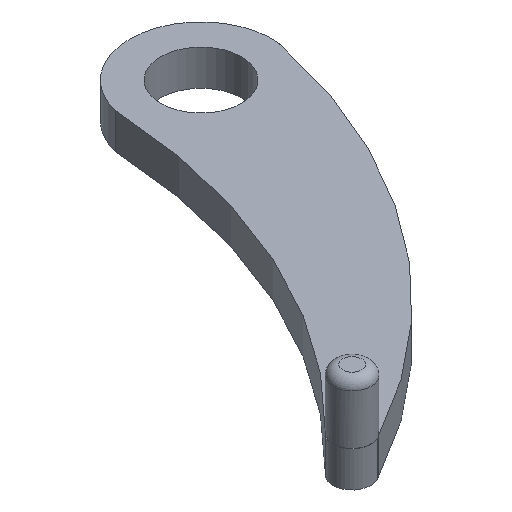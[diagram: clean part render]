
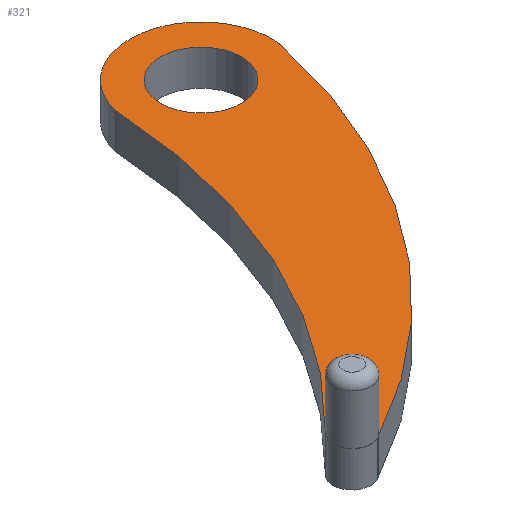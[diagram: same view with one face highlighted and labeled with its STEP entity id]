
A CAD part, isometric view. The second image highlights one B-rep face of the part: STEP entity #321.
In plain terms, the highlighted planar face has unit normal (0, 0, 1).
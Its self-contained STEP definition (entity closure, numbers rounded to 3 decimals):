
#35 = VERTEX_POINT('',#36);
#36 = CARTESIAN_POINT('',(14.678,-5.296,1.5));
#43 = CYLINDRICAL_SURFACE('',#44,3.);
#44 = AXIS2_PLACEMENT_3D('',#45,#46,#47);
#45 = CARTESIAN_POINT('',(11.697,-4.957,0.));
#46 = DIRECTION('',(0.,0.,-1.));
#47 = DIRECTION('',(1.,0.,0.));
#55 = CYLINDRICAL_SURFACE('',#56,24.377);
#56 = AXIS2_PLACEMENT_3D('',#57,#58,#59);
#57 = CARTESIAN_POINT('',(-9.171,-0.246,0.));
#58 = DIRECTION('',(0.,0.,-1.));
#59 = DIRECTION('',(1.,0.,0.));
#67 = EDGE_CURVE('',#35,#68,#70,.T.);
#68 = VERTEX_POINT('',#69);
#69 = CARTESIAN_POINT('',(8.778,-4.262,1.5));
#70 = SURFACE_CURVE('',#71,(#76,#83),.PCURVE_S1.);
#71 = CIRCLE('',#72,3.);
#72 = AXIS2_PLACEMENT_3D('',#73,#74,#75);
#73 = CARTESIAN_POINT('',(11.697,-4.957,1.5));
#74 = DIRECTION('',(0.,0.,1.));
#75 = DIRECTION('',(1.,0.,0.));
#76 = PCURVE('',#43,#77);
#77 = DEFINITIONAL_REPRESENTATION('',(#78),#82);
#78 = LINE('',#79,#80);
#79 = CARTESIAN_POINT('',(0.,-1.5));
#80 = VECTOR('',#81,1.);
#81 = DIRECTION('',(-1.,0.));
#82 = ( GEOMETRIC_REPRESENTATION_CONTEXT(2) 
PARAMETRIC_REPRESENTATION_CONTEXT() REPRESENTATION_CONTEXT('2D SPACE',''
  ) );
#83 = PCURVE('',#84,#89);
#84 = PLANE('',#85);
#85 = AXIS2_PLACEMENT_3D('',#86,#87,#88);
#86 = CARTESIAN_POINT('',(14.678,-5.296,1.5));
#87 = DIRECTION('',(0.,0.,-1.));
#88 = DIRECTION('',(-1.,0.,0.));
#89 = DEFINITIONAL_REPRESENTATION('',(#90),#98);
#90 = ( BOUNDED_CURVE() B_SPLINE_CURVE(2,(#91,#92,#93,#94,#95,#96,#97),
.UNSPECIFIED.,.F.,.F.) B_SPLINE_CURVE_WITH_KNOTS((1,2,2,2,2,1),(
    -2.094,0.,2.094,4.189,6.283,
8.378),.UNSPECIFIED.) CURVE() GEOMETRIC_REPRESENTATION_ITEM() 
RATIONAL_B_SPLINE_CURVE((1.,0.5,1.,0.5,1.,0.5,1.)) REPRESENTATION_ITEM(
  '') );
#91 = CARTESIAN_POINT('',(-0.019,0.338));
#92 = CARTESIAN_POINT('',(-0.019,5.534));
#93 = CARTESIAN_POINT('',(4.481,2.936));
#94 = CARTESIAN_POINT('',(8.981,0.338));
#95 = CARTESIAN_POINT('',(4.481,-2.26));
#96 = CARTESIAN_POINT('',(-0.019,-4.858));
#97 = CARTESIAN_POINT('',(-0.019,0.338));
#98 = ( GEOMETRIC_REPRESENTATION_CONTEXT(2) 
PARAMETRIC_REPRESENTATION_CONTEXT() REPRESENTATION_CONTEXT('2D SPACE',''
  ) );
#116 = CYLINDRICAL_SURFACE('',#117,24.09);
#117 = AXIS2_PLACEMENT_3D('',#118,#119,#120);
#118 = CARTESIAN_POINT('',(-15.284,-3.105,0.));
#119 = DIRECTION('',(0.,0.,-1.));
#120 = DIRECTION('',(1.,0.,0.));
#191 = VERTEX_POINT('',#192);
#192 = CARTESIAN_POINT('',(2.415,-21.694,1.5));
#205 = CYLINDRICAL_SURFACE('',#206,0.8);
#206 = AXIS2_PLACEMENT_3D('',#207,#208,#209);
#207 = CARTESIAN_POINT('',(2.007,-21.005,0.));
#208 = DIRECTION('',(0.,0.,-1.));
#209 = DIRECTION('',(1.,0.,0.));
#216 = EDGE_CURVE('',#191,#35,#217,.T.);
#217 = SURFACE_CURVE('',#218,(#223,#230),.PCURVE_S1.);
#218 = CIRCLE('',#219,24.377);
#219 = AXIS2_PLACEMENT_3D('',#220,#221,#222);
#220 = CARTESIAN_POINT('',(-9.171,-0.246,1.5));
#221 = DIRECTION('',(0.,0.,1.));
#222 = DIRECTION('',(1.,0.,0.));
#223 = PCURVE('',#55,#224);
#224 = DEFINITIONAL_REPRESENTATION('',(#225),#229);
#225 = LINE('',#226,#227);
#226 = CARTESIAN_POINT('',(0.,-1.5));
#227 = VECTOR('',#228,1.);
#228 = DIRECTION('',(-1.,0.));
#229 = ( GEOMETRIC_REPRESENTATION_CONTEXT(2) 
PARAMETRIC_REPRESENTATION_CONTEXT() REPRESENTATION_CONTEXT('2D SPACE',''
  ) );
#230 = PCURVE('',#84,#231);
#231 = DEFINITIONAL_REPRESENTATION('',(#232),#240);
#232 = ( BOUNDED_CURVE() B_SPLINE_CURVE(2,(#233,#234,#235,#236,#237,#238
,#239),.UNSPECIFIED.,.F.,.F.) B_SPLINE_CURVE_WITH_KNOTS((1,2,2,2,2,1),(
    -2.094,0.,2.094,4.189,6.283,
8.378),.UNSPECIFIED.) CURVE() GEOMETRIC_REPRESENTATION_ITEM() 
RATIONAL_B_SPLINE_CURVE((1.,0.5,1.,0.5,1.,0.5,1.)) REPRESENTATION_ITEM(
  '') );
#233 = CARTESIAN_POINT('',(-0.529,5.05));
#234 = CARTESIAN_POINT('',(-0.529,47.272));
#235 = CARTESIAN_POINT('',(36.037,26.161));
#236 = CARTESIAN_POINT('',(72.602,5.05));
#237 = CARTESIAN_POINT('',(36.037,-16.061));
#238 = CARTESIAN_POINT('',(-0.529,-37.172));
#239 = CARTESIAN_POINT('',(-0.529,5.05));
#240 = ( GEOMETRIC_REPRESENTATION_CONTEXT(2) 
PARAMETRIC_REPRESENTATION_CONTEXT() REPRESENTATION_CONTEXT('2D SPACE',''
  ) );
#275 = VERTEX_POINT('',#276);
#276 = CARTESIAN_POINT('',(1.493,-20.393,1.5));
#295 = EDGE_CURVE('',#275,#68,#296,.T.);
#296 = SURFACE_CURVE('',#297,(#302,#309),.PCURVE_S1.);
#297 = CIRCLE('',#298,24.09);
#298 = AXIS2_PLACEMENT_3D('',#299,#300,#301);
#299 = CARTESIAN_POINT('',(-15.284,-3.105,1.5));
#300 = DIRECTION('',(0.,0.,1.));
#301 = DIRECTION('',(1.,0.,0.));
#302 = PCURVE('',#116,#303);
#303 = DEFINITIONAL_REPRESENTATION('',(#304),#308);
#304 = LINE('',#305,#306);
#305 = CARTESIAN_POINT('',(0.,-1.5));
#306 = VECTOR('',#307,1.);
#307 = DIRECTION('',(-1.,0.));
#308 = ( GEOMETRIC_REPRESENTATION_CONTEXT(2) 
PARAMETRIC_REPRESENTATION_CONTEXT() REPRESENTATION_CONTEXT('2D SPACE',''
  ) );
#309 = PCURVE('',#84,#310);
#310 = DEFINITIONAL_REPRESENTATION('',(#311),#319);
#311 = ( BOUNDED_CURVE() B_SPLINE_CURVE(2,(#312,#313,#314,#315,#316,#317
,#318),.UNSPECIFIED.,.F.,.F.) B_SPLINE_CURVE_WITH_KNOTS((1,2,2,2,2,1),(
    -2.094,0.,2.094,4.189,6.283,
8.378),.UNSPECIFIED.) CURVE() GEOMETRIC_REPRESENTATION_ITEM() 
RATIONAL_B_SPLINE_CURVE((1.,0.5,1.,0.5,1.,0.5,1.)) REPRESENTATION_ITEM(
  '') );
#312 = CARTESIAN_POINT('',(5.871,2.191));
#313 = CARTESIAN_POINT('',(5.871,43.917));
#314 = CARTESIAN_POINT('',(42.007,23.054));
#315 = CARTESIAN_POINT('',(78.143,2.191));
#316 = CARTESIAN_POINT('',(42.007,-18.672));
#317 = CARTESIAN_POINT('',(5.871,-39.535));
#318 = CARTESIAN_POINT('',(5.871,2.191));
#319 = ( GEOMETRIC_REPRESENTATION_CONTEXT(2) 
PARAMETRIC_REPRESENTATION_CONTEXT() REPRESENTATION_CONTEXT('2D SPACE',''
  ) );
#321 = ADVANCED_FACE('',(#322,#373),#84,.F.);
#322 = FACE_BOUND('',#323,.F.);
#323 = EDGE_LOOP('',(#324,#325,#326,#350,#372));
#324 = ORIENTED_EDGE('',*,*,#67,.F.);
#325 = ORIENTED_EDGE('',*,*,#216,.F.);
#326 = ORIENTED_EDGE('',*,*,#327,.F.);
#327 = EDGE_CURVE('',#328,#191,#330,.T.);
#328 = VERTEX_POINT('',#329);
#329 = CARTESIAN_POINT('',(2.807,-21.005,1.5));
#330 = SURFACE_CURVE('',#331,(#336,#343),.PCURVE_S1.);
#331 = CIRCLE('',#332,0.8);
#332 = AXIS2_PLACEMENT_3D('',#333,#334,#335);
#333 = CARTESIAN_POINT('',(2.007,-21.005,1.5));
#334 = DIRECTION('',(0.,0.,-1.));
#335 = DIRECTION('',(1.,0.,0.));
#336 = PCURVE('',#84,#337);
#337 = DEFINITIONAL_REPRESENTATION('',(#338),#342);
#338 = CIRCLE('',#339,0.8);
#339 = AXIS2_PLACEMENT_2D('',#340,#341);
#340 = CARTESIAN_POINT('',(12.67,-15.71));
#341 = DIRECTION('',(-1.,0.));
#342 = ( GEOMETRIC_REPRESENTATION_CONTEXT(2) 
PARAMETRIC_REPRESENTATION_CONTEXT() REPRESENTATION_CONTEXT('2D SPACE',''
  ) );
#343 = PCURVE('',#205,#344);
#344 = DEFINITIONAL_REPRESENTATION('',(#345),#349);
#345 = LINE('',#346,#347);
#346 = CARTESIAN_POINT('',(-6.283,-1.5));
#347 = VECTOR('',#348,1.);
#348 = DIRECTION('',(1.,0.));
#349 = ( GEOMETRIC_REPRESENTATION_CONTEXT(2) 
PARAMETRIC_REPRESENTATION_CONTEXT() REPRESENTATION_CONTEXT('2D SPACE',''
  ) );
#350 = ORIENTED_EDGE('',*,*,#351,.F.);
#351 = EDGE_CURVE('',#275,#328,#352,.T.);
#352 = SURFACE_CURVE('',#353,(#358,#365),.PCURVE_S1.);
#353 = CIRCLE('',#354,0.8);
#354 = AXIS2_PLACEMENT_3D('',#355,#356,#357);
#355 = CARTESIAN_POINT('',(2.007,-21.005,1.5));
#356 = DIRECTION('',(0.,0.,-1.));
#357 = DIRECTION('',(1.,0.,0.));
#358 = PCURVE('',#84,#359);
#359 = DEFINITIONAL_REPRESENTATION('',(#360),#364);
#360 = CIRCLE('',#361,0.8);
#361 = AXIS2_PLACEMENT_2D('',#362,#363);
#362 = CARTESIAN_POINT('',(12.67,-15.71));
#363 = DIRECTION('',(-1.,0.));
#364 = ( GEOMETRIC_REPRESENTATION_CONTEXT(2) 
PARAMETRIC_REPRESENTATION_CONTEXT() REPRESENTATION_CONTEXT('2D SPACE',''
  ) );
#365 = PCURVE('',#205,#366);
#366 = DEFINITIONAL_REPRESENTATION('',(#367),#371);
#367 = LINE('',#368,#369);
#368 = CARTESIAN_POINT('',(-6.283,-1.5));
#369 = VECTOR('',#370,1.);
#370 = DIRECTION('',(1.,0.));
#371 = ( GEOMETRIC_REPRESENTATION_CONTEXT(2) 
PARAMETRIC_REPRESENTATION_CONTEXT() REPRESENTATION_CONTEXT('2D SPACE',''
  ) );
#372 = ORIENTED_EDGE('',*,*,#295,.T.);
#373 = FACE_BOUND('',#374,.F.);
#374 = EDGE_LOOP('',(#375));
#375 = ORIENTED_EDGE('',*,*,#376,.T.);
#376 = EDGE_CURVE('',#377,#377,#379,.T.);
#377 = VERTEX_POINT('',#378);
#378 = CARTESIAN_POINT('',(13.397,-4.957,1.5));
#379 = SURFACE_CURVE('',#380,(#385,#396),.PCURVE_S1.);
#380 = CIRCLE('',#381,1.7);
#381 = AXIS2_PLACEMENT_3D('',#382,#383,#384);
#382 = CARTESIAN_POINT('',(11.697,-4.957,1.5));
#383 = DIRECTION('',(0.,0.,1.));
#384 = DIRECTION('',(1.,0.,0.));
#385 = PCURVE('',#84,#386);
#386 = DEFINITIONAL_REPRESENTATION('',(#387),#395);
#387 = ( BOUNDED_CURVE() B_SPLINE_CURVE(2,(#388,#389,#390,#391,#392,#393
,#394),.UNSPECIFIED.,.F.,.F.) B_SPLINE_CURVE_WITH_KNOTS((1,2,2,2,2,1),(
    -2.094,0.,2.094,4.189,6.283,
8.378),.UNSPECIFIED.) CURVE() GEOMETRIC_REPRESENTATION_ITEM() 
RATIONAL_B_SPLINE_CURVE((1.,0.5,1.,0.5,1.,0.5,1.)) REPRESENTATION_ITEM(
  '') );
#388 = CARTESIAN_POINT('',(1.281,0.338));
#389 = CARTESIAN_POINT('',(1.281,3.283));
#390 = CARTESIAN_POINT('',(3.831,1.811));
#391 = CARTESIAN_POINT('',(6.381,0.338));
#392 = CARTESIAN_POINT('',(3.831,-1.134));
#393 = CARTESIAN_POINT('',(1.281,-2.606));
#394 = CARTESIAN_POINT('',(1.281,0.338));
#395 = ( GEOMETRIC_REPRESENTATION_CONTEXT(2) 
PARAMETRIC_REPRESENTATION_CONTEXT() REPRESENTATION_CONTEXT('2D SPACE',''
  ) );
#396 = PCURVE('',#397,#402);
#397 = CYLINDRICAL_SURFACE('',#398,1.7);
#398 = AXIS2_PLACEMENT_3D('',#399,#400,#401);
#399 = CARTESIAN_POINT('',(11.697,-4.957,0.));
#400 = DIRECTION('',(0.,0.,-1.));
#401 = DIRECTION('',(1.,0.,0.));
#402 = DEFINITIONAL_REPRESENTATION('',(#403),#407);
#403 = LINE('',#404,#405);
#404 = CARTESIAN_POINT('',(0.,-1.5));
#405 = VECTOR('',#406,1.);
#406 = DIRECTION('',(-1.,0.));
#407 = ( GEOMETRIC_REPRESENTATION_CONTEXT(2) 
PARAMETRIC_REPRESENTATION_CONTEXT() REPRESENTATION_CONTEXT('2D SPACE',''
  ) );
